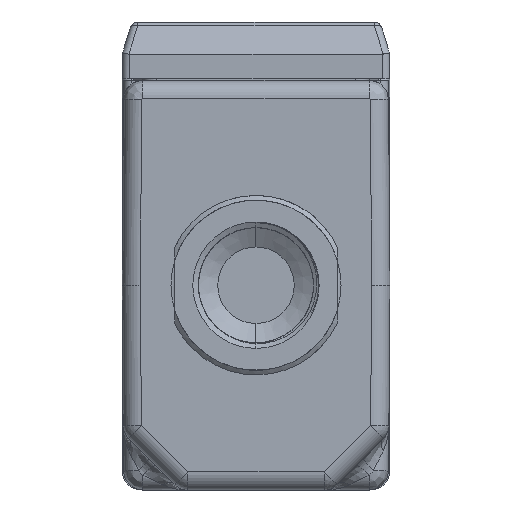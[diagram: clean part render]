
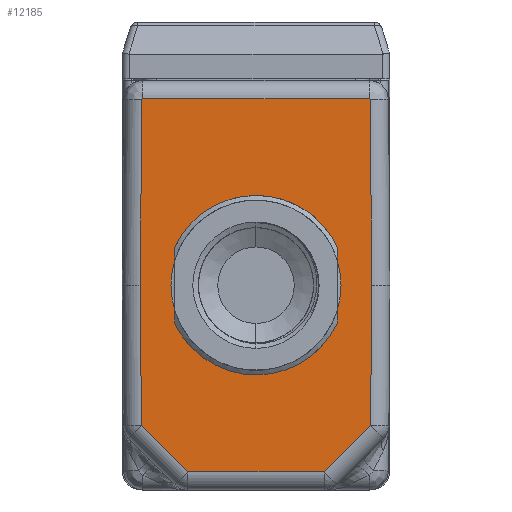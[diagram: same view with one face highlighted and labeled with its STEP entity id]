
A CAD part, front view. The second image highlights one B-rep face of the part: STEP entity #12185.
In plain terms, the highlighted planar face has unit normal (0, -1, 0).
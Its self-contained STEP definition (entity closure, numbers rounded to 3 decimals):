
#2249=CARTESIAN_POINT('',(0.,0.,0.));
#2250=DIRECTION('',(0.,-1.,0.));
#2251=DIRECTION('',(0.,0.,-1.));
#2252=AXIS2_PLACEMENT_3D('',#2249,#2250,#2251);
#2254=CARTESIAN_POINT('',(0.,0.,0.));
#2255=DIRECTION('',(0.,-1.,0.));
#2256=DIRECTION('',(0.,0.,1.));
#2257=AXIS2_PLACEMENT_3D('',#2254,#2255,#2256);
#2259=DIRECTION('',(1.,0.,0.));
#2260=VECTOR('',#2259,22.642);
#2261=CARTESIAN_POINT('',(-11.321,0.,-31.));
#2262=LINE('',#2261,#2260);
#2263=DIRECTION('',(0.707,0.,-0.707));
#2264=VECTOR('',#2263,10.89);
#2265=CARTESIAN_POINT('',(-19.022,0.,-23.3));
#2266=LINE('',#2265,#2264);
#2267=DIRECTION('',(-0.009,0.,1.));
#2268=VECTOR('',#2267,23.3);
#2269=CARTESIAN_POINT('',(-19.022,0.,-23.3));
#2270=LINE('',#2269,#2268);
#2271=DIRECTION('',(-0.009,0.,-1.));
#2272=VECTOR('',#2271,30.823);
#2273=CARTESIAN_POINT('',(-18.956,0.,30.822));
#2274=LINE('',#2273,#2272);
#2275=CARTESIAN_POINT('',(-18.776,0.,30.82));
#2276=DIRECTION('',(0.,-1.,0.));
#2277=DIRECTION('',(0.,0.,1.));
#2278=AXIS2_PLACEMENT_3D('',#2275,#2276,#2277);
#2280=DIRECTION('',(-1.,0.,0.));
#2281=VECTOR('',#2280,37.552);
#2282=CARTESIAN_POINT('',(18.776,0.,31.));
#2283=LINE('',#2282,#2281);
#2284=CARTESIAN_POINT('',(18.776,0.,30.82));
#2285=DIRECTION('',(0.,-1.,0.));
#2286=DIRECTION('',(1.,0.,0.009));
#2287=AXIS2_PLACEMENT_3D('',#2284,#2285,#2286);
#2289=DIRECTION('',(-0.009,0.,1.));
#2290=VECTOR('',#2289,30.823);
#2291=CARTESIAN_POINT('',(19.225,0.,0.));
#2292=LINE('',#2291,#2290);
#2293=DIRECTION('',(0.009,0.,1.));
#2294=VECTOR('',#2293,23.3);
#2295=CARTESIAN_POINT('',(19.022,0.,-23.3));
#2296=LINE('',#2295,#2294);
#2297=DIRECTION('',(0.707,0.,0.707));
#2298=VECTOR('',#2297,10.89);
#2299=CARTESIAN_POINT('',(11.321,0.,-31.));
#2300=LINE('',#2299,#2298);
#7931=CARTESIAN_POINT('',(0.,0.,-14.125));
#7932=CARTESIAN_POINT('',(0.,0.,14.125));
#7933=VERTEX_POINT('',#7931);
#7934=VERTEX_POINT('',#7932);
#8523=CARTESIAN_POINT('',(-11.321,0.,-31.));
#8524=CARTESIAN_POINT('',(11.321,0.,-31.));
#8525=VERTEX_POINT('',#8523);
#8526=VERTEX_POINT('',#8524);
#8531=CARTESIAN_POINT('',(18.776,0.,31.));
#8532=CARTESIAN_POINT('',(-18.776,0.,31.));
#8533=VERTEX_POINT('',#8531);
#8534=VERTEX_POINT('',#8532);
#8539=CARTESIAN_POINT('',(18.956,0.,30.822));
#8540=VERTEX_POINT('',#8539);
#8749=CARTESIAN_POINT('',(-18.956,0.,30.822));
#8750=VERTEX_POINT('',#8749);
#8924=CARTESIAN_POINT('',(-19.022,0.,-23.3));
#8925=VERTEX_POINT('',#8924);
#8928=CARTESIAN_POINT('',(-19.225,0.,0.));
#8929=VERTEX_POINT('',#8928);
#8958=CARTESIAN_POINT('',(19.022,0.,-23.3));
#8959=VERTEX_POINT('',#8958);
#8960=CARTESIAN_POINT('',(19.225,0.,0.));
#8961=VERTEX_POINT('',#8960);
#12153=CARTESIAN_POINT('',(0.,0.,0.));
#12154=DIRECTION('',(0.,1.,0.));
#12155=DIRECTION('',(1.,0.,0.));
#12156=AXIS2_PLACEMENT_3D('',#12153,#12154,#12155);
#12157=PLANE('',#12156);
#12159=ORIENTED_EDGE('',*,*,#12158,.F.);
#12161=ORIENTED_EDGE('',*,*,#12160,.F.);
#12163=ORIENTED_EDGE('',*,*,#12162,.T.);
#12165=ORIENTED_EDGE('',*,*,#12164,.F.);
#12167=ORIENTED_EDGE('',*,*,#12166,.F.);
#12168=ORIENTED_EDGE('',*,*,#12131,.F.);
#12170=ORIENTED_EDGE('',*,*,#12169,.F.);
#12172=ORIENTED_EDGE('',*,*,#12171,.F.);
#12174=ORIENTED_EDGE('',*,*,#12173,.F.);
#12176=ORIENTED_EDGE('',*,*,#12175,.F.);
#12177=EDGE_LOOP('',(#12159,#12161,#12163,#12165,#12167,#12168,#12170,#12172,
#12174,#12176));
#12178=FACE_OUTER_BOUND('',#12177,.F.);
#12180=ORIENTED_EDGE('',*,*,#12179,.T.);
#12182=ORIENTED_EDGE('',*,*,#12181,.T.);
#12183=EDGE_LOOP('',(#12180,#12182));
#12184=FACE_BOUND('',#12183,.F.);
#12185=ADVANCED_FACE('',(#12178,#12184),#12157,.F.);
#2253=CIRCLE('',#2252,14.125);
#2258=CIRCLE('',#2257,14.125);
#2279=CIRCLE('',#2278,0.18);
#2288=CIRCLE('',#2287,0.18);
#12131=EDGE_CURVE('',#8533,#8534,#2283,.T.);
#12158=EDGE_CURVE('',#8525,#8526,#2262,.T.);
#12160=EDGE_CURVE('',#8925,#8525,#2266,.T.);
#12162=EDGE_CURVE('',#8925,#8929,#2270,.T.);
#12164=EDGE_CURVE('',#8750,#8929,#2274,.T.);
#12166=EDGE_CURVE('',#8534,#8750,#2279,.T.);
#12169=EDGE_CURVE('',#8540,#8533,#2288,.T.);
#12171=EDGE_CURVE('',#8961,#8540,#2292,.T.);
#12173=EDGE_CURVE('',#8959,#8961,#2296,.T.);
#12175=EDGE_CURVE('',#8526,#8959,#2300,.T.);
#12179=EDGE_CURVE('',#7933,#7934,#2253,.T.);
#12181=EDGE_CURVE('',#7934,#7933,#2258,.T.);
